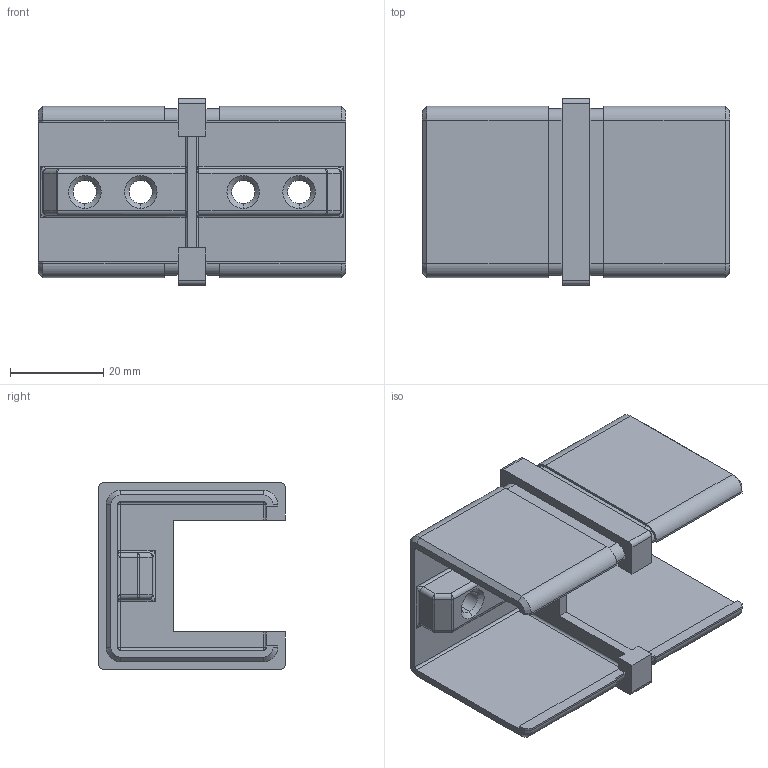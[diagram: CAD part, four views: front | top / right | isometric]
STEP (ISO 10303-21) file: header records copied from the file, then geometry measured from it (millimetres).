
FILE_DESCRIPTION (( 'STEP AP203' ), '1' );
FILE_NAME ('A_6790-040.STEP', '2019-01-14T08:33:13', ( '' ), ( '' ), 'SwSTEP 2.0', 'SolidWorks 2018', '' );
FILE_SCHEMA (( 'CONFIG_CONTROL_DESIGN' ));
Length unit declared in the file: millimetre
Products named in the file (1): A_6790-040
Bounding box: 66 x 40 x 40 mm (x, y, z)
Volume: 22885.7 mm3; surface area: 17443.1 mm2
Topology: 1 solids, 1 shells, 198 faces, 500 edges, 276 vertices
Faces by surface type: cylinder 76, plane 70, cone 24, bspline 16, sphere 12
Entity records: 6133 total; most frequent: CARTESIAN_POINT 1555, DIRECTION 950, ORIENTED_EDGE 944, EDGE_CURVE 472, AXIS2_PLACEMENT_3D 327, LINE 296, VECTOR 296, VERTEX_POINT 276
